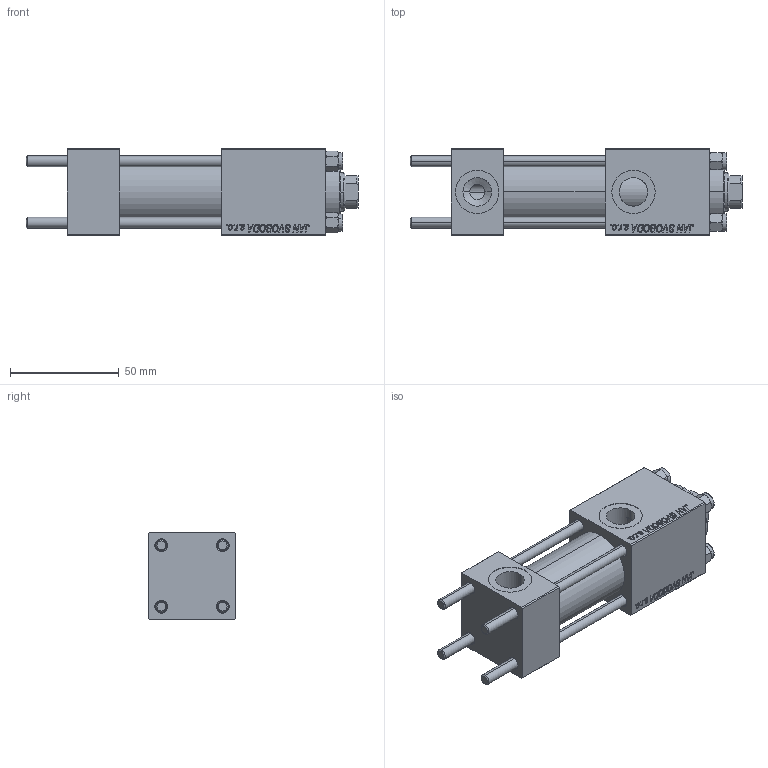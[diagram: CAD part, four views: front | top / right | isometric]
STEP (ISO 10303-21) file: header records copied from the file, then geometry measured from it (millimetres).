
FILE_DESCRIPTION (( 'STEP AP203' ), '1' );
FILE_NAME ('0266.STEP', '2023-08-26T15:06:03', ( '' ), ( '' ), 'SwSTEP 2.0', 'SolidWorks 2019', '' );
FILE_SCHEMA (( 'CONFIG_CONTROL_DESIGN' ));
Length unit declared in the file: millimetre
Products named in the file (6): V215CR_BODY_A ec5a7b1031420d3161a2b243d379f8b4; V215CR_VCP ec5a7b1031420d3161a2b243d379f8b4; CR025_012_A_0_G_A_G_M_020_+#_##_TYCINKA ec5a7b1031420d3161a2b243d379f8b4; V215_VC_A ec5a7b1031420d3161a2b243d379f8b4; 0266; NUT_M5 ec5a7b1031420d3161a2b243d379f8b4
Assembly tree (11 placements, depth 2):
  0266
    V215CR_BODY_A ec5a7b1031420d3161a2b243d379f8b4
    CR025_012_A_0_G_A_G_M_020_+#_##_TYCINKA ec5a7b1031420d3161a2b243d379f8b4  x4
    NUT_M5 ec5a7b1031420d3161a2b243d379f8b4  x4
    V215CR_VCP ec5a7b1031420d3161a2b243d379f8b4
    V215_VC_A ec5a7b1031420d3161a2b243d379f8b4
Bounding box: 153 x 40 x 40 mm (x, y, z)
Volume: 152430.9 mm3; surface area: 61146.8 mm2
Topology: 11 solids, 11 shells, 1128 faces, 2845 edges, 1845 vertices
Faces by surface type: plane 516, bspline 392, cone 136, cylinder 76, torus 8
Entity records: 49755 total; most frequent: CARTESIAN_POINT 27023, ORIENTED_EDGE 5182, DIRECTION 3207, EDGE_CURVE 2591, VERTEX_POINT 1701, VECTOR 1581, LINE 1581, EDGE_LOOP 1134
